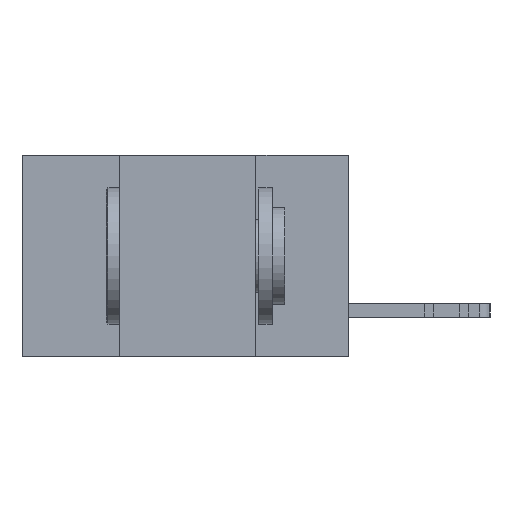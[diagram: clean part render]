
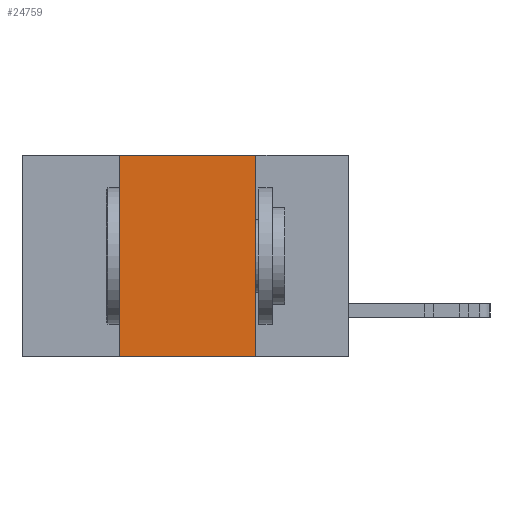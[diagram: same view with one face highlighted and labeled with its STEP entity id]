
A CAD part, left-side view. The second image highlights one B-rep face of the part: STEP entity #24759.
In plain terms, the highlighted planar face has unit normal (-1, 0, 0).
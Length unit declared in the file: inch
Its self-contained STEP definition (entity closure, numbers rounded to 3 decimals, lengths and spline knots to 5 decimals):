
#368 = DIRECTION ( 'NONE',  ( 0., -1., 0. ) ) ;
#1127 = EDGE_CURVE ( 'NONE', #19554, #7193, #16268, .T. ) ;
#1135 = CARTESIAN_POINT ( 'NONE',  ( 0., 0.17, -0.37 ) ) ;
#1207 = VECTOR ( 'NONE', #7914, 39.37008 ) ;
#1283 = FACE_OUTER_BOUND ( 'NONE', #30207, .T. ) ;
#1543 = VECTOR ( 'NONE', #29474, 39.37008 ) ;
#1739 = CARTESIAN_POINT ( 'NONE',  ( 0., 0.6, 0. ) ) ;
#2300 = LINE ( 'NONE', #27016, #1543 ) ;
#6063 = DIRECTION ( 'NONE',  ( 0., 0., 1. ) ) ;
#7193 = VERTEX_POINT ( 'NONE', #17418 ) ;
#7392 = EDGE_CURVE ( 'NONE', #19119, #19554, #24965, .T. ) ;
#7914 = DIRECTION ( 'NONE',  ( 0., 0., -1. ) ) ;
#8377 = DIRECTION ( 'NONE',  ( 0., 0., -1. ) ) ;
#13063 = VERTEX_POINT ( 'NONE', #1135 ) ;
#13239 = LINE ( 'NONE', #22492, #1207 ) ;
#14461 = ORIENTED_EDGE ( 'NONE', *, *, #7392, .F. ) ;
#15214 = ORIENTED_EDGE ( 'NONE', *, *, #22664, .T. ) ;
#16268 = LINE ( 'NONE', #1739, #28481 ) ;
#17418 = CARTESIAN_POINT ( 'NONE',  ( 0., 0.17, 0. ) ) ;
#19119 = VERTEX_POINT ( 'NONE', #24193 ) ;
#19261 = VECTOR ( 'NONE', #6063, 39.37008 ) ;
#19554 = VERTEX_POINT ( 'NONE', #31022 ) ;
#20520 = PLANE ( 'NONE',  #21278 ) ;
#20587 = CARTESIAN_POINT ( 'NONE',  ( 0., 0.42, 0. ) ) ;
#21278 = AXIS2_PLACEMENT_3D ( 'NONE', #27751, #22983, #8377 ) ;
#22045 = EDGE_CURVE ( 'NONE', #7193, #13063, #13239, .T. ) ;
#22492 = CARTESIAN_POINT ( 'NONE',  ( 0., 0.17, 0. ) ) ;
#22664 = EDGE_CURVE ( 'NONE', #19119, #13063, #2300, .T. ) ;
#22983 = DIRECTION ( 'NONE',  ( 1., 0., 0. ) ) ;
#24193 = CARTESIAN_POINT ( 'NONE',  ( 0., 0.42, -0.37 ) ) ;
#24373 = ORIENTED_EDGE ( 'NONE', *, *, #22045, .F. ) ;
#24759 = ADVANCED_FACE ( 'NONE', ( #1283 ), #20520, .F. ) ;
#24965 = LINE ( 'NONE', #20587, #19261 ) ;
#25895 = ORIENTED_EDGE ( 'NONE', *, *, #1127, .F. ) ;
#27016 = CARTESIAN_POINT ( 'NONE',  ( 0., 0.6, -0.37 ) ) ;
#27751 = CARTESIAN_POINT ( 'NONE',  ( 0., 0.6, 0. ) ) ;
#28481 = VECTOR ( 'NONE', #368, 39.37008 ) ;
#29474 = DIRECTION ( 'NONE',  ( 0., -1., 0. ) ) ;
#30207 = EDGE_LOOP ( 'NONE', ( #24373, #25895, #14461, #15214 ) ) ;
#31022 = CARTESIAN_POINT ( 'NONE',  ( 0., 0.42, 0. ) ) ;
